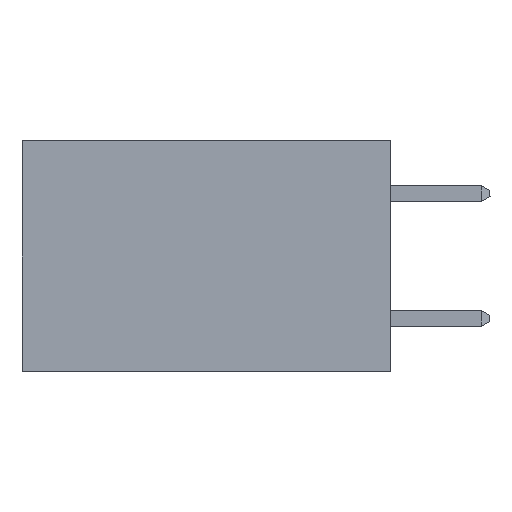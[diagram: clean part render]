
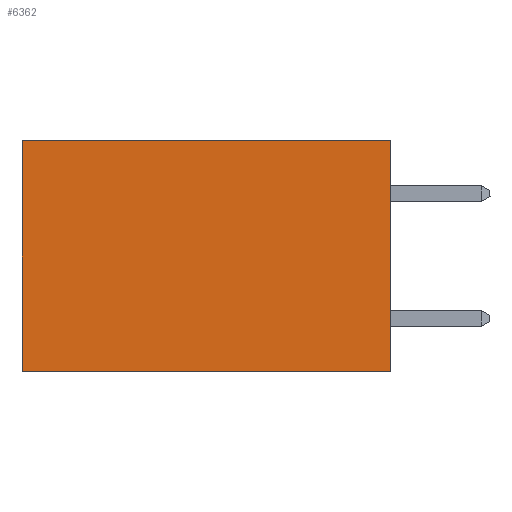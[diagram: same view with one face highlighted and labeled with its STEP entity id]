
A CAD part, left-side view. The second image highlights one B-rep face of the part: STEP entity #6362.
In plain terms, the highlighted planar face has unit normal (-1, 0, 0).
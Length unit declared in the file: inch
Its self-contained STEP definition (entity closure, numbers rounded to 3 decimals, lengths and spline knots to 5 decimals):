
#600 = ORIENTED_EDGE ( 'NONE', *, *, #10514, .T. ) ;
#755 = VERTEX_POINT ( 'NONE', #10833 ) ;
#1613 = CARTESIAN_POINT ( 'NONE',  ( 0.277, 0., 0. ) ) ;
#1941 = VERTEX_POINT ( 'NONE', #22085 ) ;
#2140 = DIRECTION ( 'NONE',  ( 0., 0., -1. ) ) ;
#3791 = LINE ( 'NONE', #15473, #28328 ) ;
#4050 = DIRECTION ( 'NONE',  ( 0., 1., 0. ) ) ;
#5107 = CARTESIAN_POINT ( 'NONE',  ( 0.277, 0., -0.37 ) ) ;
#6362 = ADVANCED_FACE ( 'NONE', ( #26537 ), #6849, .F. ) ;
#6849 = PLANE ( 'NONE',  #26411 ) ;
#7004 = ORIENTED_EDGE ( 'NONE', *, *, #19451, .F. ) ;
#7397 = DIRECTION ( 'NONE',  ( 0., 1., 0. ) ) ;
#7823 = CARTESIAN_POINT ( 'NONE',  ( 0.277, 0., 0. ) ) ;
#7994 = VECTOR ( 'NONE', #7397, 39.37008 ) ;
#8129 = VERTEX_POINT ( 'NONE', #22408 ) ;
#8831 = ORIENTED_EDGE ( 'NONE', *, *, #21138, .F. ) ;
#9119 = VECTOR ( 'NONE', #4050, 39.37008 ) ;
#10514 = EDGE_CURVE ( 'NONE', #1941, #8129, #12874, .T. ) ;
#10833 = CARTESIAN_POINT ( 'NONE',  ( 0.277, 0., -0.37 ) ) ;
#11629 = ORIENTED_EDGE ( 'NONE', *, *, #12534, .T. ) ;
#12534 = EDGE_CURVE ( 'NONE', #27058, #1941, #15413, .T. ) ;
#12874 = LINE ( 'NONE', #13086, #30353 ) ;
#13086 = CARTESIAN_POINT ( 'NONE',  ( 0.277, 0.59, -0.37 ) ) ;
#15413 = LINE ( 'NONE', #1613, #9119 ) ;
#15473 = CARTESIAN_POINT ( 'NONE',  ( 0.277, 0., -0.37 ) ) ;
#15484 = DIRECTION ( 'NONE',  ( 0., 0., -1. ) ) ;
#16394 = DIRECTION ( 'NONE',  ( 1., 0., 0. ) ) ;
#19451 = EDGE_CURVE ( 'NONE', #755, #8129, #20949, .T. ) ;
#20232 = DIRECTION ( 'NONE',  ( 0., 0., -1. ) ) ;
#20949 = LINE ( 'NONE', #5107, #7994 ) ;
#21138 = EDGE_CURVE ( 'NONE', #27058, #755, #3791, .T. ) ;
#22085 = CARTESIAN_POINT ( 'NONE',  ( 0.277, 0.59, 0. ) ) ;
#22408 = CARTESIAN_POINT ( 'NONE',  ( 0.277, 0.59, -0.37 ) ) ;
#25640 = EDGE_LOOP ( 'NONE', ( #600, #7004, #8831, #11629 ) ) ;
#26411 = AXIS2_PLACEMENT_3D ( 'NONE', #30622, #16394, #2140 ) ;
#26537 = FACE_OUTER_BOUND ( 'NONE', #25640, .T. ) ;
#27058 = VERTEX_POINT ( 'NONE', #7823 ) ;
#28328 = VECTOR ( 'NONE', #20232, 39.37008 ) ;
#30353 = VECTOR ( 'NONE', #15484, 39.37008 ) ;
#30622 = CARTESIAN_POINT ( 'NONE',  ( 0.277, 0., -0.37 ) ) ;
